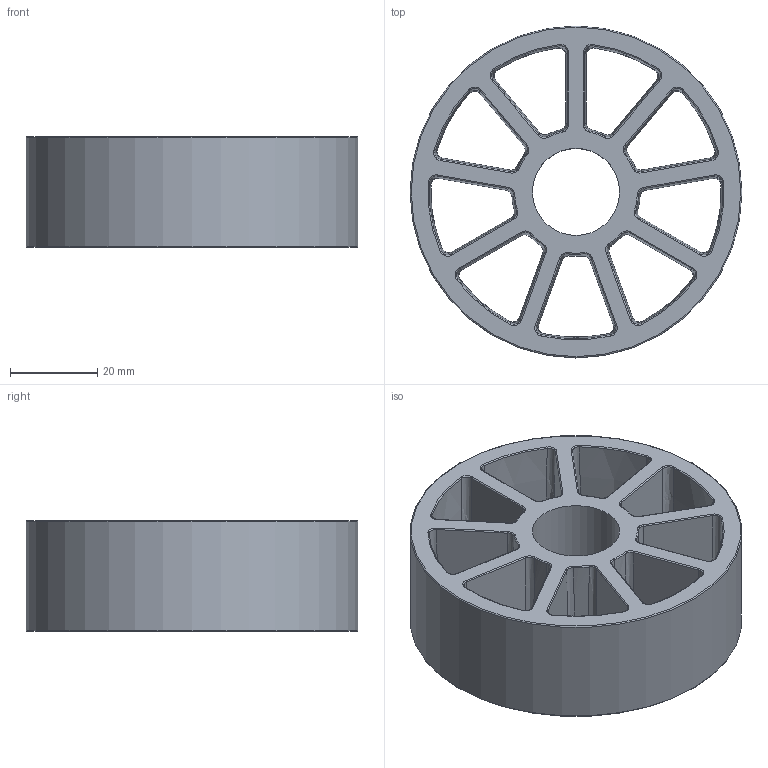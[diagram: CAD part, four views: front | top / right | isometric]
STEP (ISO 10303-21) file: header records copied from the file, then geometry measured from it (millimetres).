
FILE_DESCRIPTION(/* description */ ('STEP AP214'),/* implementation_level */ '2;1');
FILE_NAME(/* name */ '6248f2c97ad3fd5305417e08',/* time_stamp */ '2022-04-03T01:05:13+00:00',/* author */ (''),/* organization */ (''),/* preprocessor_version */ 'ST-DEVELOPER v18.101',/* originating_system */ ' ',/* authorisation */ ' ');
FILE_SCHEMA (('AUTOMOTIVE_DESIGN {1 0 10303 214 3 1 1}'));
Length unit declared in the file: metre
Products named in the file (1): am-3946 3IN 500Hex Molded Compliant Wheel VER 2
Bounding box: 76.2 x 76.2 x 25.4 mm (x, y, z)
Volume: 54101.6 mm3; surface area: 25617.9 mm2
Topology: 1 solids, 1 shells, 222 faces, 514 edges, 294 vertices
Faces by surface type: bspline 108, torus 38, cylinder 38, plane 20, cone 18
Full cylindrical faces by diameter (mm): 20 x1, 76.2 x1
Entity records: 10328 total; most frequent: CARTESIAN_POINT 5680, ORIENTED_EDGE 1020, DIRECTION 872, EDGE_CURVE 510, AXIS2_PLACEMENT_3D 400, VERTEX_POINT 294, CIRCLE 285, EDGE_LOOP 246
